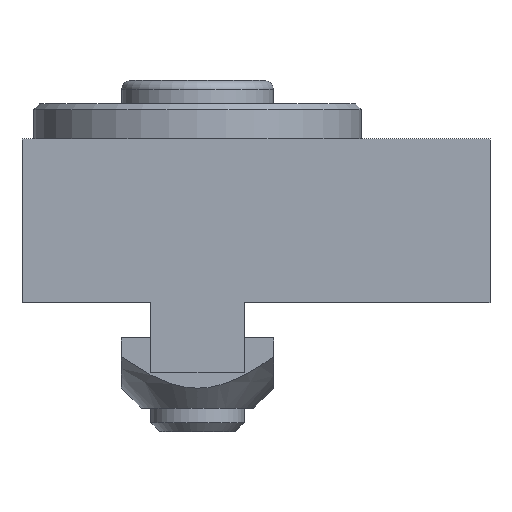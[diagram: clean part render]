
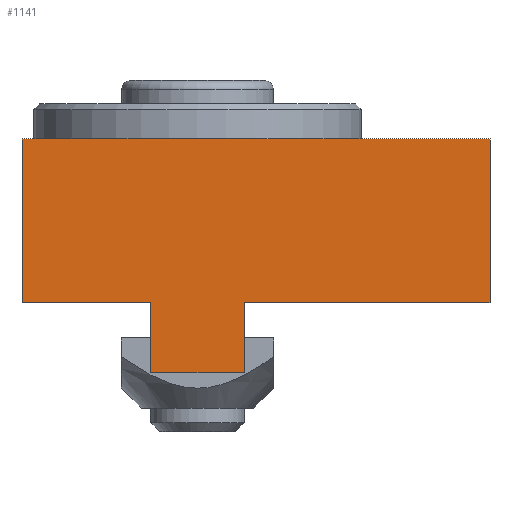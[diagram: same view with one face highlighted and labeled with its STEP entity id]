
A CAD part, front view. The second image highlights one B-rep face of the part: STEP entity #1141.
In plain terms, the highlighted planar face has unit normal (0, -1, 0).
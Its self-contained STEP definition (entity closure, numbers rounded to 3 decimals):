
#114=FACE_OUTER_BOUND('',#176,.T.);
#176=EDGE_LOOP('',(#881,#882,#883,#884,#885,#886,#887,#888));
#243=LINE('',#1830,#339);
#250=LINE('',#1845,#346);
#257=LINE('',#1866,#353);
#262=LINE('',#1877,#358);
#265=LINE('',#1889,#361);
#274=LINE('',#1908,#370);
#278=LINE('',#1918,#374);
#280=LINE('',#1924,#376);
#339=VECTOR('',#1471,10.);
#346=VECTOR('',#1484,10.);
#353=VECTOR('',#1499,10.);
#358=VECTOR('',#1512,10.);
#361=VECTOR('',#1523,10.);
#370=VECTOR('',#1538,10.);
#374=VECTOR('',#1552,10.);
#376=VECTOR('',#1562,10.);
#491=VERTEX_POINT('',#1828);
#492=VERTEX_POINT('',#1829);
#497=VERTEX_POINT('',#1843);
#506=VERTEX_POINT('',#1863);
#507=VERTEX_POINT('',#1865);
#513=VERTEX_POINT('',#1886);
#514=VERTEX_POINT('',#1888);
#521=VERTEX_POINT('',#1906);
#613=EDGE_CURVE('',#491,#492,#243,.T.);
#621=EDGE_CURVE('',#497,#491,#250,.T.);
#630=EDGE_CURVE('',#507,#506,#257,.T.);
#637=EDGE_CURVE('',#506,#492,#262,.T.);
#643=EDGE_CURVE('',#514,#513,#265,.T.);
#653=EDGE_CURVE('',#513,#521,#274,.T.);
#659=EDGE_CURVE('',#521,#507,#278,.T.);
#662=EDGE_CURVE('',#514,#497,#280,.T.);
#881=ORIENTED_EDGE('',*,*,#630,.T.);
#882=ORIENTED_EDGE('',*,*,#637,.T.);
#883=ORIENTED_EDGE('',*,*,#613,.F.);
#884=ORIENTED_EDGE('',*,*,#621,.F.);
#885=ORIENTED_EDGE('',*,*,#662,.F.);
#886=ORIENTED_EDGE('',*,*,#643,.T.);
#887=ORIENTED_EDGE('',*,*,#653,.T.);
#888=ORIENTED_EDGE('',*,*,#659,.T.);
#1097=PLANE('',#1327);
#1141=ADVANCED_FACE('',(#114),#1097,.T.);
#1327=AXIS2_PLACEMENT_3D('',#1923,#1560,#1561);
#1471=DIRECTION('',(0.,0.,-1.));
#1484=DIRECTION('',(1.,0.,0.));
#1499=DIRECTION('',(0.,0.,1.));
#1512=DIRECTION('',(1.,0.,0.));
#1523=DIRECTION('',(1.,0.,0.));
#1538=DIRECTION('',(0.,0.,-1.));
#1552=DIRECTION('',(1.,0.,0.));
#1560=DIRECTION('center_axis',(0.,-1.,0.));
#1561=DIRECTION('ref_axis',(1.,0.,0.));
#1562=DIRECTION('',(0.,0.,1.));
#1828=CARTESIAN_POINT('',(25.,-45.,20.));
#1829=CARTESIAN_POINT('',(25.,-45.,6.));
#1830=CARTESIAN_POINT('',(25.,-45.,20.));
#1843=CARTESIAN_POINT('',(-15.,-45.,20.));
#1845=CARTESIAN_POINT('',(-15.,-45.,20.));
#1863=CARTESIAN_POINT('',(4.,-45.,6.));
#1865=CARTESIAN_POINT('',(4.,-45.,0.));
#1866=CARTESIAN_POINT('',(4.,-45.,0.));
#1877=CARTESIAN_POINT('',(15.,-45.,6.));
#1886=CARTESIAN_POINT('',(-4.,-45.,6.));
#1888=CARTESIAN_POINT('',(-15.,-45.,6.));
#1889=CARTESIAN_POINT('',(-12.25,-45.,6.));
#1906=CARTESIAN_POINT('',(-4.,-45.,0.));
#1908=CARTESIAN_POINT('',(-4.,-45.,0.));
#1918=CARTESIAN_POINT('',(-15.,-45.,0.));
#1923=CARTESIAN_POINT('Origin',(-15.,-45.,0.));
#1924=CARTESIAN_POINT('',(-15.,-45.,0.));
